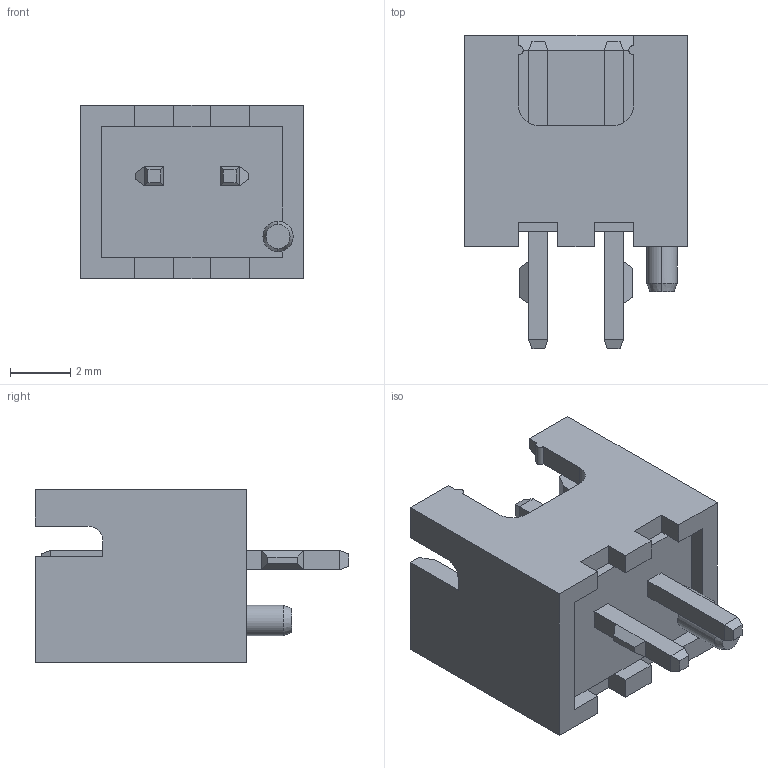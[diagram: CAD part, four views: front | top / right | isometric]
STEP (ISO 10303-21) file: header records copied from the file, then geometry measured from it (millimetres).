
FILE_DESCRIPTION (( 'STEP AP214' ), '1' );
FILE_NAME ('B2B-XH-AM.STEP', '2023-11-16T08:56:32', ( '' ), ( '' ), 'SwSTEP 2.0', 'SolidWorks 2021', '' );
FILE_SCHEMA (( 'AUTOMOTIVE_DESIGN' ));
Length unit declared in the file: millimetre
Products named in the file (2): BxB-XH-AM_2; B2B-XH-AM
Assembly tree (1 placements, depth 2):
  B2B-XH-AM
    BxB-XH-AM_2
Bounding box: 7.4 x 10.4 x 5.75 mm (x, y, z)
Volume: 127.8 mm3; surface area: 434.9 mm2
Topology: 3 solids, 3 shells, 120 faces, 304 edges, 190 vertices
Faces by surface type: plane 109, cylinder 9, cone 2
Entity records: 3597 total; most frequent: CARTESIAN_POINT 627, ORIENTED_EDGE 608, DIRECTION 570, EDGE_CURVE 304, LINE 280, VECTOR 280, VERTEX_POINT 190, AXIS2_PLACEMENT_3D 145
